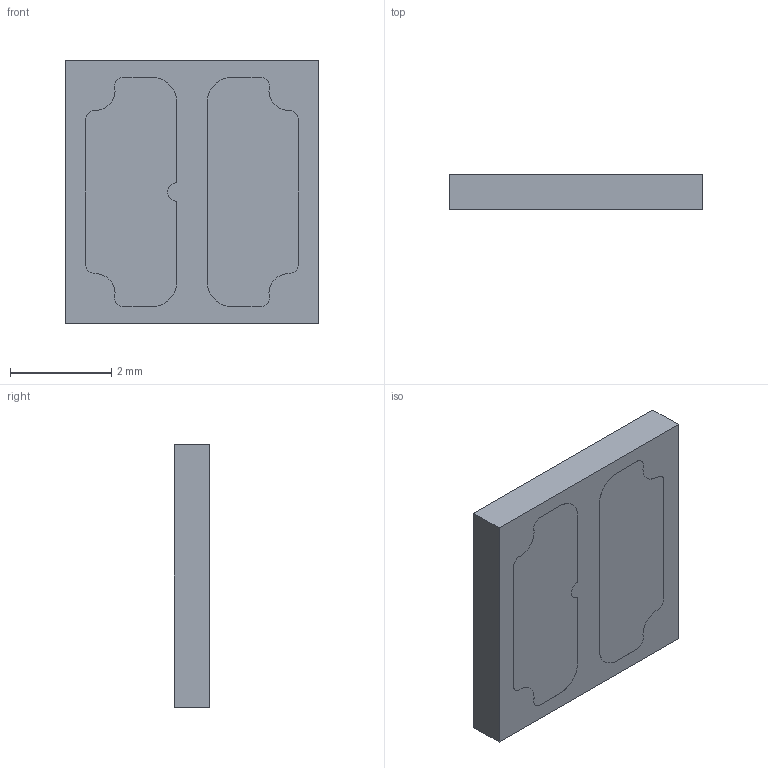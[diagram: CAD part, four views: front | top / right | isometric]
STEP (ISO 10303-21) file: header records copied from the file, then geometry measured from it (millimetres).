
FILE_DESCRIPTION (( 'STEP AP214' ), '1' );
FILE_NAME ('PROD00000529_MidPower_5050.STEP', '2016-06-03T03:32:46', ( '' ), ( '' ), 'SwSTEP 2.0', 'SolidWorks 2015', '' );
FILE_SCHEMA (( 'AUTOMOTIVE_DESIGN' ));
Length unit declared in the file: millimetre
Products named in the file (1): PROD00000529_MidPower_5050
Bounding box: 5 x 0.7 x 5.18 mm (x, y, z)
Volume: 18.1 mm3; surface area: 66.1 mm2
Topology: 1 solids, 1 shells, 46 faces, 120 edges, 80 vertices
Faces by surface type: cylinder 27, plane 19
Entity records: 1472 total; most frequent: DIRECTION 268, CARTESIAN_POINT 247, ORIENTED_EDGE 240, EDGE_CURVE 120, AXIS2_PLACEMENT_3D 101, VERTEX_POINT 80, VECTOR 66, LINE 66
